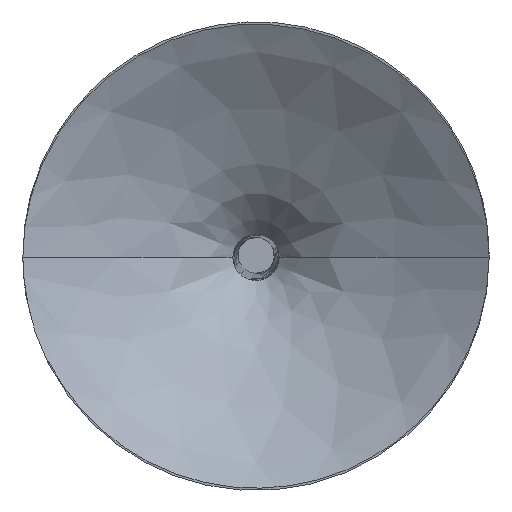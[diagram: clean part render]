
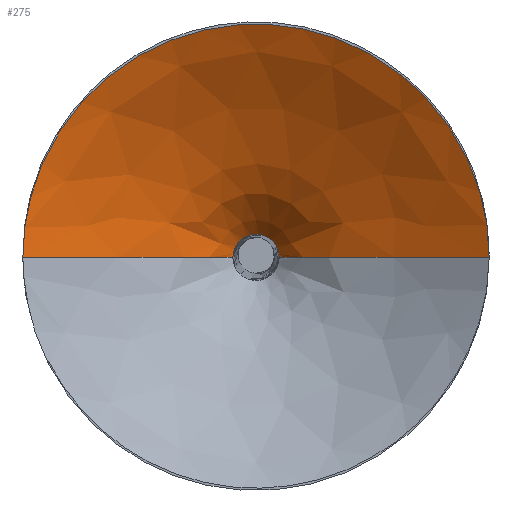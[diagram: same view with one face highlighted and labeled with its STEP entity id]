
A CAD part, front view. The second image highlights one B-rep face of the part: STEP entity #275.
In plain terms, the highlighted free-form (B-spline) face has degree [2, 3] with [5, 7] control points.
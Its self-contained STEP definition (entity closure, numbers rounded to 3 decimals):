
#275 = ADVANCED_FACE('',(#276),#330,.T.);
#276 = FACE_BOUND('',#277,.T.);
#277 = EDGE_LOOP('',(#278,#293,#303,#316,#324));
#278 = ORIENTED_EDGE('',*,*,#279,.F.);
#279 = EDGE_CURVE('',#280,#282,#284,.T.);
#280 = VERTEX_POINT('',#281);
#281 = CARTESIAN_POINT('',(75.482,-32.775,
    1.983));
#282 = VERTEX_POINT('',#283);
#283 = CARTESIAN_POINT('',(89.911,-23.214,
    1.983));
#284 = B_SPLINE_CURVE_WITH_KNOTS('',3,(#285,#286,#287,#288,#289,#290,
    #291,#292),.UNSPECIFIED.,.F.,.F.,(4,1,1,1,1,4),(-1.,-0.885,
    -0.664,-0.16,-0.06,-0.),
  .UNSPECIFIED.);
#285 = CARTESIAN_POINT('',(75.482,-32.775,
    1.983));
#286 = CARTESIAN_POINT('',(76.112,-32.411,
    1.983));
#287 = CARTESIAN_POINT('',(77.948,-31.35,
    1.983));
#288 = CARTESIAN_POINT('',(82.267,-28.21,
    1.983));
#289 = CARTESIAN_POINT('',(87.257,-26.581,1.983
    ));
#290 = CARTESIAN_POINT('',(90.04,-22.813,1.983
    ));
#291 = CARTESIAN_POINT('',(91.102,-22.943,
    1.983));
#292 = CARTESIAN_POINT('',(91.5,-22.991,
    1.983));
#293 = ORIENTED_EDGE('',*,*,#294,.F.);
#294 = EDGE_CURVE('',#295,#280,#297,.T.);
#295 = VERTEX_POINT('',#296);
#296 = CARTESIAN_POINT('',(107.518,-32.775,
    1.983));
#297 = ( BOUNDED_CURVE() B_SPLINE_CURVE(2,(#298,#299,#300,#301,#302),
.UNSPECIFIED.,.F.,.F.) B_SPLINE_CURVE_WITH_KNOTS((3,2,3),(3.142
,4.712,6.283),.PIECEWISE_BEZIER_KNOTS.) CURVE() 
GEOMETRIC_REPRESENTATION_ITEM() RATIONAL_B_SPLINE_CURVE((1.,
0.707,1.,0.707,1.)) REPRESENTATION_ITEM('') );
#298 = CARTESIAN_POINT('',(107.518,-32.775,
    1.983));
#299 = CARTESIAN_POINT('',(107.518,-32.775,
    18.001));
#300 = CARTESIAN_POINT('',(91.5,-32.775,
    18.001));
#301 = CARTESIAN_POINT('',(75.482,-32.775,
    18.001));
#302 = CARTESIAN_POINT('',(75.482,-32.775,
    1.983));
#303 = ORIENTED_EDGE('',*,*,#304,.T.);
#304 = EDGE_CURVE('',#295,#305,#307,.T.);
#305 = VERTEX_POINT('',#306);
#306 = CARTESIAN_POINT('',(93.088,-23.214,
    1.983));
#307 = B_SPLINE_CURVE_WITH_KNOTS('',3,(#308,#309,#310,#311,#312,#313,
    #314,#315),.UNSPECIFIED.,.F.,.F.,(4,1,1,1,1,4),(-1.,-0.885,
    -0.664,-0.16,-0.06,-0.),
  .UNSPECIFIED.);
#308 = CARTESIAN_POINT('',(107.518,-32.775,
    1.983));
#309 = CARTESIAN_POINT('',(106.887,-32.411,
    1.983));
#310 = CARTESIAN_POINT('',(105.051,-31.35,
    1.983));
#311 = CARTESIAN_POINT('',(100.733,-28.21,
    1.983));
#312 = CARTESIAN_POINT('',(95.742,-26.581,1.983
    ));
#313 = CARTESIAN_POINT('',(92.959,-22.813,
    1.983));
#314 = CARTESIAN_POINT('',(91.897,-22.943,
    1.983));
#315 = CARTESIAN_POINT('',(91.5,-22.991,
    1.983));
#316 = ORIENTED_EDGE('',*,*,#317,.F.);
#317 = EDGE_CURVE('',#318,#305,#320,.T.);
#318 = VERTEX_POINT('',#319);
#319 = CARTESIAN_POINT('',(92.52,-23.214,
    3.201));
#320 = ( BOUNDED_CURVE() B_SPLINE_CURVE(2,(#321,#322,#323),
.UNSPECIFIED.,.F.,.F.) B_SPLINE_CURVE_WITH_KNOTS((3,3),(2.268,
3.142),.PIECEWISE_BEZIER_KNOTS.) CURVE() 
GEOMETRIC_REPRESENTATION_ITEM() RATIONAL_B_SPLINE_CURVE((1.,
0.906,1.)) REPRESENTATION_ITEM('') );
#321 = CARTESIAN_POINT('',(92.52,-23.214,
    3.201));
#322 = CARTESIAN_POINT('',(93.088,-23.214,
    2.725));
#323 = CARTESIAN_POINT('',(93.088,-23.214,
    1.983));
#324 = ORIENTED_EDGE('',*,*,#325,.F.);
#325 = EDGE_CURVE('',#282,#318,#326,.T.);
#326 = ( BOUNDED_CURVE() B_SPLINE_CURVE(2,(#327,#328,#329),
.UNSPECIFIED.,.F.,.F.) B_SPLINE_CURVE_WITH_KNOTS((3,3),(0.,
2.268),.PIECEWISE_BEZIER_KNOTS.) CURVE() 
GEOMETRIC_REPRESENTATION_ITEM() RATIONAL_B_SPLINE_CURVE((1.,
0.423,1.)) REPRESENTATION_ITEM('') );
#327 = CARTESIAN_POINT('',(89.911,-23.214,
    1.983));
#328 = CARTESIAN_POINT('',(89.911,-23.214,
    5.387));
#329 = CARTESIAN_POINT('',(92.52,-23.214,
    3.201));
#330 = ( BOUNDED_SURFACE() B_SPLINE_SURFACE(2,3,(
    (#331,#332,#333,#334,#335,#336,#337)
    ,(#338,#339,#340,#341,#342,#343,#344)
    ,(#345,#346,#347,#348,#349,#350,#351)
    ,(#352,#353,#354,#355,#356,#357,#358)
    ,(#359,#360,#361,#362,#363,#364,#365
)),.UNSPECIFIED.,.F.,.F.,.F.) B_SPLINE_SURFACE_WITH_KNOTS((3,2,3),(4,1,1
    ,1,4),(3.142,4.712,6.283),(
    0.088,0.16,0.664,0.885,1.),
.UNSPECIFIED.) GEOMETRIC_REPRESENTATION_ITEM() RATIONAL_B_SPLINE_SURFACE
((
    (1.,1.,1.,1.,1.,1.,1.)
    ,(0.707,0.707,0.707,0.707
      ,0.707,0.707,0.707)
    ,(1.,1.,1.,1.,1.,1.,1.)
    ,(0.707,0.707,0.707,0.707
      ,0.707,0.707,0.707)
,(1.,1.,1.,1.,1.,1.,1.))) REPRESENTATION_ITEM('') SURFACE() );
#331 = CARTESIAN_POINT('',(93.088,-23.214,
    1.983));
#332 = CARTESIAN_POINT('',(93.449,-23.469,
    1.983));
#333 = CARTESIAN_POINT('',(95.913,-26.637,
    1.983));
#334 = CARTESIAN_POINT('',(100.733,-28.21,
    1.983));
#335 = CARTESIAN_POINT('',(105.051,-31.35,
    1.983));
#336 = CARTESIAN_POINT('',(106.887,-32.411,
    1.983));
#337 = CARTESIAN_POINT('',(107.518,-32.775,
    1.983));
#338 = CARTESIAN_POINT('',(93.088,-23.214,
    3.572));
#339 = CARTESIAN_POINT('',(93.449,-23.469,
    3.933));
#340 = CARTESIAN_POINT('',(95.913,-26.637,
    6.396));
#341 = CARTESIAN_POINT('',(100.733,-28.21,
    11.216));
#342 = CARTESIAN_POINT('',(105.051,-31.35,
    15.535));
#343 = CARTESIAN_POINT('',(106.887,-32.411,
    17.371));
#344 = CARTESIAN_POINT('',(107.518,-32.775,
    18.001));
#345 = CARTESIAN_POINT('',(91.5,-23.214,
    3.572));
#346 = CARTESIAN_POINT('',(91.5,-23.469,3.933
    ));
#347 = CARTESIAN_POINT('',(91.5,-26.637,
    6.396));
#348 = CARTESIAN_POINT('',(91.5,-28.21,11.216
    ));
#349 = CARTESIAN_POINT('',(91.5,-31.35,
    15.535));
#350 = CARTESIAN_POINT('',(91.5,-32.411,
    17.371));
#351 = CARTESIAN_POINT('',(91.5,-32.775,
    18.001));
#352 = CARTESIAN_POINT('',(89.911,-23.214,
    3.572));
#353 = CARTESIAN_POINT('',(89.55,-23.469,
    3.933));
#354 = CARTESIAN_POINT('',(87.087,-26.637,
    6.396));
#355 = CARTESIAN_POINT('',(82.267,-28.21,
    11.216));
#356 = CARTESIAN_POINT('',(77.948,-31.35,
    15.535));
#357 = CARTESIAN_POINT('',(76.112,-32.411,
    17.371));
#358 = CARTESIAN_POINT('',(75.482,-32.775,
    18.001));
#359 = CARTESIAN_POINT('',(89.911,-23.214,
    1.983));
#360 = CARTESIAN_POINT('',(89.55,-23.469,
    1.983));
#361 = CARTESIAN_POINT('',(87.087,-26.637,
    1.983));
#362 = CARTESIAN_POINT('',(82.267,-28.21,
    1.983));
#363 = CARTESIAN_POINT('',(77.948,-31.35,
    1.983));
#364 = CARTESIAN_POINT('',(76.112,-32.411,
    1.983));
#365 = CARTESIAN_POINT('',(75.482,-32.775,
    1.983));
